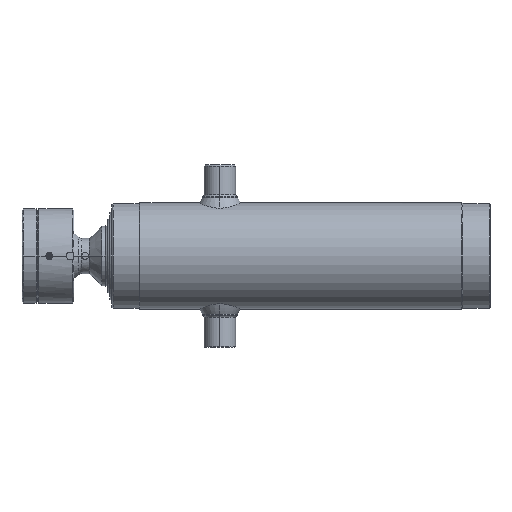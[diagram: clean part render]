
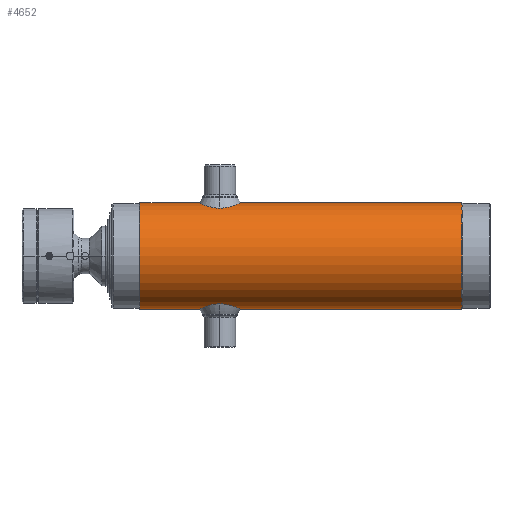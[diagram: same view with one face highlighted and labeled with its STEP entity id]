
A CAD part, left-side view. The second image highlights one B-rep face of the part: STEP entity #4652.
In plain terms, the highlighted cylindrical face has radius 75.75 mm (diameter 151.5 mm), a partial arc.
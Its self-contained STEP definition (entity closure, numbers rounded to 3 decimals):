
#16 = CARTESIAN_POINT ( 'NONE',  ( -1.361, 390.847, 75.738 ) ) ;
#75 = CARTESIAN_POINT ( 'NONE',  ( 0., 391., 75.75 ) ) ;
#440 = DIRECTION ( 'NONE',  ( 0., 1., 0. ) ) ;
#493 = CARTESIAN_POINT ( 'NONE',  ( 0., 379., 75.75 ) ) ;
#711 = AXIS2_PLACEMENT_3D ( 'NONE', #10987, #5979, #7769 ) ;
#872 = CARTESIAN_POINT ( 'NONE',  ( -5.616, 387.12, 75.542 ) ) ;
#925 = CARTESIAN_POINT ( 'NONE',  ( -3.176, 379.906, 75.684 ) ) ;
#1090 = CARTESIAN_POINT ( 'NONE',  ( -5.961, 385.79, 75.515 ) ) ;
#1426 = ORIENTED_EDGE ( 'NONE', *, *, #7882, .T. ) ;
#1569 = ORIENTED_EDGE ( 'NONE', *, *, #8487, .T. ) ;
#1696 = CARTESIAN_POINT ( 'NONE',  ( 0., 499., -75.75 ) ) ;
#1717 = CARTESIAN_POINT ( 'NONE',  ( -4.522, 381.037, 75.615 ) ) ;
#1736 = VERTEX_POINT ( 'NONE', #1696 ) ;
#1774 = CARTESIAN_POINT ( 'NONE',  ( -2.114, 390.619, 75.721 ) ) ;
#1804 = CARTESIAN_POINT ( 'NONE',  ( 0., 499., 75.75 ) ) ;
#1827 = CARTESIAN_POINT ( 'NONE',  ( -5.846, 386.366, 75.524 ) ) ;
#1962 = DIRECTION ( 'NONE',  ( 0., 0., 1. ) ) ;
#2211 = CARTESIAN_POINT ( 'NONE',  ( -0.397, 379., 75.75 ) ) ;
#2398 = LINE ( 'NONE', #2575, #3649 ) ;
#2564 = CARTESIAN_POINT ( 'NONE',  ( -4.775, 381.346, 75.6 ) ) ;
#2575 = CARTESIAN_POINT ( 'NONE',  ( 0., 522.61, 75.75 ) ) ;
#2702 = EDGE_CURVE ( 'NONE', #6940, #1736, #8040, .T. ) ;
#2726 = CARTESIAN_POINT ( 'NONE',  ( -3.963, 389.522, 75.647 ) ) ;
#2771 = ORIENTED_EDGE ( 'NONE', *, *, #4672, .T. ) ;
#2976 = CARTESIAN_POINT ( 'NONE',  ( 0., 391., 75.75 ) ) ;
#3400 = CARTESIAN_POINT ( 'NONE',  ( -5.848, 383.643, 75.524 ) ) ;
#3411 = CARTESIAN_POINT ( 'NONE',  ( 0., 522.61, 75.75 ) ) ;
#3507 = CARTESIAN_POINT ( 'NONE',  ( -1.93, 390.685, 75.726 ) ) ;
#3612 = CARTESIAN_POINT ( 'NONE',  ( -5.686, 383.076, 75.536 ) ) ;
#3649 = VECTOR ( 'NONE', #9252, 1000. ) ;
#3665 = CARTESIAN_POINT ( 'NONE',  ( 0., 379., 75.75 ) ) ;
#3847 = AXIS2_PLACEMENT_3D ( 'NONE', #7093, #440, #1962 ) ;
#4168 = ORIENTED_EDGE ( 'NONE', *, *, #8345, .F. ) ;
#4196 = VERTEX_POINT ( 'NONE', #8507 ) ;
#4281 = CARTESIAN_POINT ( 'NONE',  ( -2.66, 379.618, 75.703 ) ) ;
#4313 = EDGE_CURVE ( 'NONE', #1736, #5397, #9191, .T. ) ;
#4338 = CARTESIAN_POINT ( 'NONE',  ( -3.004, 390.209, 75.691 ) ) ;
#4396 = CIRCLE ( 'NONE', #10629, 75.75 ) ;
#4444 = CARTESIAN_POINT ( 'NONE',  ( -6., 385.401, 75.512 ) ) ;
#4652 = ADVANCED_FACE ( 'NONE', ( #10260 ), #7594, .T. ) ;
#4672 = EDGE_CURVE ( 'NONE', #4196, #5640, #7653, .T. ) ;
#4772 = DIRECTION ( 'NONE',  ( 0., 0., 1. ) ) ;
#4782 = CARTESIAN_POINT ( 'NONE',  ( 0., 522.61, -75.75 ) ) ;
#5027 = CARTESIAN_POINT ( 'NONE',  ( 0., 40., -75.75 ) ) ;
#5126 = CARTESIAN_POINT ( 'NONE',  ( -3.006, 379.804, 75.691 ) ) ;
#5179 = CARTESIAN_POINT ( 'NONE',  ( -1.554, 390.799, 75.734 ) ) ;
#5290 = CARTESIAN_POINT ( 'NONE',  ( -5.683, 386.933, 75.537 ) ) ;
#5397 = VERTEX_POINT ( 'NONE', #1804 ) ;
#5640 = VERTEX_POINT ( 'NONE', #493 ) ;
#5859 = ORIENTED_EDGE ( 'NONE', *, *, #4313, .F. ) ;
#5965 = CARTESIAN_POINT ( 'NONE',  ( -5.206, 388.009, 75.571 ) ) ;
#5979 = DIRECTION ( 'NONE',  ( 0., 1., 0. ) ) ;
#6020 = CARTESIAN_POINT ( 'NONE',  ( -3.667, 380.235, 75.662 ) ) ;
#6076 = CARTESIAN_POINT ( 'NONE',  ( -0.392, 391., 75.75 ) ) ;
#6130 = CARTESIAN_POINT ( 'NONE',  ( -4.77, 388.661, 75.6 ) ) ;
#6390 = CARTESIAN_POINT ( 'NONE',  ( -2.483, 379.534, 75.71 ) ) ;
#6718 = CARTESIAN_POINT ( 'NONE',  ( 0., 40., 0. ) ) ;
#6788 = CARTESIAN_POINT ( 'NONE',  ( -5.8, 383.452, 75.528 ) ) ;
#6803 = DIRECTION ( 'NONE',  ( 0., 1., 0. ) ) ;
#6853 = CARTESIAN_POINT ( 'NONE',  ( -6., 384.609, 75.512 ) ) ;
#6902 = CARTESIAN_POINT ( 'NONE',  ( -2.656, 390.394, 75.704 ) ) ;
#6940 = VERTEX_POINT ( 'NONE', #5027 ) ;
#6957 = CARTESIAN_POINT ( 'NONE',  ( -0.781, 390.962, 75.747 ) ) ;
#7065 = CARTESIAN_POINT ( 'NONE',  ( -1.942, 379.309, 75.726 ) ) ;
#7093 = CARTESIAN_POINT ( 'NONE',  ( 0., 499., 0. ) ) ;
#7594 = CYLINDRICAL_SURFACE ( 'NONE', #711, 75.75 ) ;
#7642 = CARTESIAN_POINT ( 'NONE',  ( -5.962, 384.218, 75.515 ) ) ;
#7653 = LINE ( 'NONE', #3411, #10689 ) ;
#7769 = DIRECTION ( 'NONE',  ( 0., 0., 1. ) ) ;
#7862 = CARTESIAN_POINT ( 'NONE',  ( -5.39, 387.665, 75.558 ) ) ;
#7882 = EDGE_CURVE ( 'NONE', #9623, #5397, #2398, .T. ) ;
#7919 = CARTESIAN_POINT ( 'NONE',  ( -1.565, 379.194, 75.735 ) ) ;
#8040 = LINE ( 'NONE', #4782, #8471 ) ;
#8198 = DIRECTION ( 'NONE',  ( 0., 1., 0. ) ) ;
#8345 = EDGE_CURVE ( 'NONE', #9623, #5640, #10619, .T. ) ;
#8471 = VECTOR ( 'NONE', #8198, 1000. ) ;
#8487 = EDGE_CURVE ( 'NONE', #6940, #4196, #4396, .T. ) ;
#8507 = CARTESIAN_POINT ( 'NONE',  ( 0., 40., 75.75 ) ) ;
#8533 = CARTESIAN_POINT ( 'NONE',  ( -5.21, 381.998, 75.571 ) ) ;
#8586 = CARTESIAN_POINT ( 'NONE',  ( -5.62, 382.888, 75.541 ) ) ;
#8738 = CARTESIAN_POINT ( 'NONE',  ( -4.516, 388.969, 75.616 ) ) ;
#9013 = EDGE_LOOP ( 'NONE', ( #9577, #1569, #2771, #4168, #1426, #5859 ) ) ;
#9053 = DIRECTION ( 'NONE',  ( 0., 1., 0. ) ) ;
#9191 = CIRCLE ( 'NONE', #3847, 75.75 ) ;
#9252 = DIRECTION ( 'NONE',  ( 0., 1., 0. ) ) ;
#9577 = ORIENTED_EDGE ( 'NONE', *, *, #2702, .F. ) ;
#9623 = VERTEX_POINT ( 'NONE', #2976 ) ;
#10188 = CARTESIAN_POINT ( 'NONE',  ( -5.394, 382.343, 75.558 ) ) ;
#10260 = FACE_OUTER_BOUND ( 'NONE', #9013, .T. ) ;
#10296 = CARTESIAN_POINT ( 'NONE',  ( -5.798, 386.556, 75.528 ) ) ;
#10356 = CARTESIAN_POINT ( 'NONE',  ( -3.661, 389.77, 75.662 ) ) ;
#10418 = CARTESIAN_POINT ( 'NONE',  ( -3.969, 380.483, 75.646 ) ) ;
#10619 = B_SPLINE_CURVE_WITH_KNOTS ( 'NONE', 3,
 ( #75, #6076, #6957, #16, #5179, #3507, #1774, #6902, #4338, #10356, #2726, #8738, #6130, #5965, #7862, #872, #5290, #10296, #1827, #1090, #4444, #6853, #7642, #3400, #6788, #3612, #8586, #10188, #8533, #2564, #1717, #10418, #6020, #925, #5126, #4281, #6390, #7065, #7919, #10680, #2211, #3665 ),
 .UNSPECIFIED., .F., .F.,
 ( 4, 2, 2, 2, 2, 2, 2, 2, 2, 2, 2, 2, 2, 2, 2, 2, 2, 2, 2, 2, 4 ),
 ( 0.019, 0.02, 0.021, 0.021, 0.022, 0.023, 0.025, 0.026, 0.026, 0.027, 0.028, 0.029, 0.03, 0.03, 0.032, 0.033, 0.034, 0.035, 0.035, 0.036, 0.038 ),
 .UNSPECIFIED. ) ;
#10629 = AXIS2_PLACEMENT_3D ( 'NONE', #6718, #9053, #4772 ) ;
#10680 = CARTESIAN_POINT ( 'NONE',  ( -0.789, 379.039, 75.747 ) ) ;
#10689 = VECTOR ( 'NONE', #6803, 1000. ) ;
#10987 = CARTESIAN_POINT ( 'NONE',  ( 0., 522.61, 0. ) ) ;
